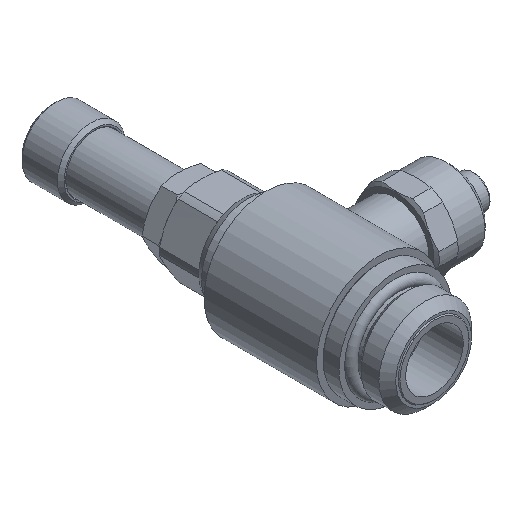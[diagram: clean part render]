
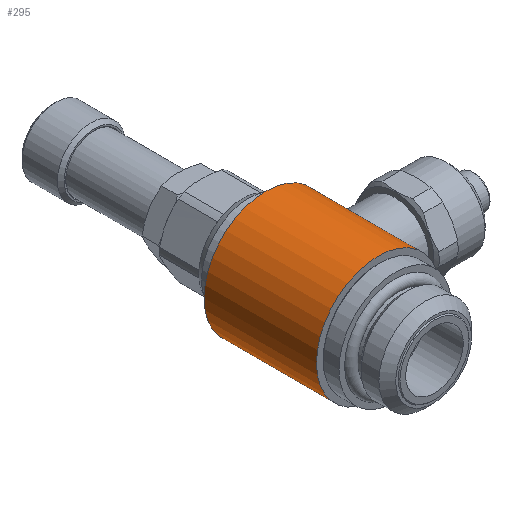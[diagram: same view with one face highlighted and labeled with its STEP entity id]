
A CAD part, isometric view. The second image highlights one B-rep face of the part: STEP entity #295.
In plain terms, the highlighted cylindrical face has radius 11 mm (diameter 22 mm), a full revolution.
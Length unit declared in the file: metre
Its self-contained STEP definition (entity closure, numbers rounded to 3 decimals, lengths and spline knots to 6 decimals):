
#295 = ADVANCED_FACE( 'NONE', ( #626, #627, #628 ), #629, .T. );
#626 = FACE_OUTER_BOUND( '', #1268, .T. );
#627 = FACE_OUTER_BOUND( '', #1269, .T. );
#628 = FACE_BOUND( '', #1270, .T. );
#629 = CYLINDRICAL_SURFACE( '', #1271, 0.011 );
#1268 = EDGE_LOOP( '', ( #1850 ) );
#1269 = EDGE_LOOP( '', ( #1851 ) );
#1270 = EDGE_LOOP( '', ( #1852, #1853 ) );
#1271 = AXIS2_PLACEMENT_3D( '', #1854, #1855, #1856 );
#1850 = ORIENTED_EDGE( '', *, *, #2330, .T. );
#1851 = ORIENTED_EDGE( '', *, *, #2433, .T. );
#1852 = ORIENTED_EDGE( '', *, *, #2399, .T. );
#1853 = ORIENTED_EDGE( '', *, *, #2343, .T. );
#1854 = CARTESIAN_POINT( '', ( 0., 0.036386, 0. ) );
#1855 = DIRECTION( '', ( 0., 1., 0. ) );
#1856 = DIRECTION( '', ( 0., 0., 1. ) );
#2330 = EDGE_CURVE( 'NONE', #2674, #2674, #2675, .T. );
#2343 = EDGE_CURVE( 'NONE', #2693, #2694, #2695, .T. );
#2399 = EDGE_CURVE( 'NONE', #2694, #2693, #2782, .T. );
#2433 = EDGE_CURVE( 'NONE', #2831, #2831, #2832, .T. );
#2674 = VERTEX_POINT( '', #3225 );
#2675 = CIRCLE( '', #3226, 0.011 );
#2693 = VERTEX_POINT( 'NONE', #3269 );
#2694 = VERTEX_POINT( 'NONE', #3270 );
#2695 = B_SPLINE_CURVE_WITH_KNOTS( '', 3, ( #3271, #3272, #3273, #3274, #3275, #3276, #3277, #3278, #3279, #3280, #3281, #3282, #3283, #3284, #3285, #3286, #3287, #3288, #3289, #3290, #3291, #3292, #3293 ), .UNSPECIFIED., .F., .F., ( 4, 1, 1, 1, 1, 1, 1, 1, 1, 1, 1, 1, 1, 1, 1, 1, 1, 1, 1, 1, 4 ), ( 0., 0.015629, 0.031259, 0.062504, 0.124933, 0.187377, 0.249898, 0.31242, 0.37494, 0.437461, 0.49998, 0.562501, 0.625023, 0.687544, 0.750065, 0.812587, 0.875041, 0.937484, 0.96874, 0.984367, 1. ), .UNSPECIFIED. );
#2782 = B_SPLINE_CURVE_WITH_KNOTS( '', 3, ( #3500, #3501, #3502, #3503, #3504, #3505, #3506, #3507, #3508, #3509, #3510, #3511, #3512, #3513, #3514, #3515, #3516, #3517, #3518, #3519, #3520, #3521, #3522 ), .UNSPECIFIED., .F., .F., ( 4, 1, 1, 1, 1, 1, 1, 1, 1, 1, 1, 1, 1, 1, 1, 1, 1, 1, 1, 1, 4 ), ( 0., 0.015629, 0.031259, 0.062504, 0.124933, 0.187378, 0.249898, 0.31242, 0.37494, 0.437461, 0.49998, 0.562501, 0.625022, 0.687543, 0.750064, 0.812586, 0.87504, 0.937484, 0.96874, 0.984367, 1. ), .UNSPECIFIED. );
#2831 = VERTEX_POINT( '', #3630 );
#2832 = CIRCLE( '', #3631, 0.011 );
#3225 = CARTESIAN_POINT( '', ( 0., 0.0103, 0.011 ) );
#3226 = AXIS2_PLACEMENT_3D( '', #3926, #3927, #3928 );
#3269 = CARTESIAN_POINT( '', ( 0.009093, 0.023407, -0.00619 ) );
#3270 = CARTESIAN_POINT( '', ( 0.009092, 0.022209, 0.006192 ) );
#3271 = CARTESIAN_POINT( '', ( 0.009093, 0.023407, -0.00619 ) );
#3272 = CARTESIAN_POINT( '', ( 0.009087, 0.023301, -0.006198 ) );
#3273 = CARTESIAN_POINT( '', ( 0.009076, 0.023089, -0.006215 ) );
#3274 = CARTESIAN_POINT( '', ( 0.009072, 0.022663, -0.006221 ) );
#3275 = CARTESIAN_POINT( '', ( 0.009097, 0.02192, -0.006184 ) );
#3276 = CARTESIAN_POINT( '', ( 0.009236, 0.020877, -0.00598 ) );
#3277 = CARTESIAN_POINT( '', ( 0.009524, 0.019716, -0.005516 ) );
#3278 = CARTESIAN_POINT( '', ( 0.009882, 0.018676, -0.004855 ) );
#3279 = CARTESIAN_POINT( '', ( 0.010258, 0.017783, -0.004014 ) );
#3280 = CARTESIAN_POINT( '', ( 0.010601, 0.017063, -0.003007 ) );
#3281 = CARTESIAN_POINT( '', ( 0.010865, 0.01655, -0.001858 ) );
#3282 = CARTESIAN_POINT( '', ( 0.011008, 0.016285, -0.000605 ) );
#3283 = CARTESIAN_POINT( '', ( 0.011004, 0.016293, 0.000684 ) );
#3284 = CARTESIAN_POINT( '', ( 0.010852, 0.016575, 0.001932 ) );
#3285 = CARTESIAN_POINT( '', ( 0.010582, 0.017101, 0.003074 ) );
#3286 = CARTESIAN_POINT( '', ( 0.010235, 0.017833, 0.00407 ) );
#3287 = CARTESIAN_POINT( '', ( 0.00986, 0.018736, 0.004901 ) );
#3288 = CARTESIAN_POINT( '', ( 0.009504, 0.019783, 0.00555 ) );
#3289 = CARTESIAN_POINT( '', ( 0.009269, 0.020757, 0.005926 ) );
#3290 = CARTESIAN_POINT( '', ( 0.009158, 0.021475, 0.006094 ) );
#3291 = CARTESIAN_POINT( '', ( 0.009114, 0.021893, 0.006159 ) );
#3292 = CARTESIAN_POINT( '', ( 0.009099, 0.022104, 0.006181 ) );
#3293 = CARTESIAN_POINT( '', ( 0.009092, 0.022209, 0.006192 ) );
#3500 = CARTESIAN_POINT( '', ( 0.009092, 0.022209, 0.006192 ) );
#3501 = CARTESIAN_POINT( '', ( 0.009087, 0.022315, 0.0062 ) );
#3502 = CARTESIAN_POINT( '', ( 0.009076, 0.022527, 0.006215 ) );
#3503 = CARTESIAN_POINT( '', ( 0.009072, 0.022952, 0.006221 ) );
#3504 = CARTESIAN_POINT( '', ( 0.009099, 0.023694, 0.006182 ) );
#3505 = CARTESIAN_POINT( '', ( 0.009238, 0.024735, 0.005976 ) );
#3506 = CARTESIAN_POINT( '', ( 0.009527, 0.025893, 0.005512 ) );
#3507 = CARTESIAN_POINT( '', ( 0.009885, 0.02693, 0.00485 ) );
#3508 = CARTESIAN_POINT( '', ( 0.010259, 0.027821, 0.004009 ) );
#3509 = CARTESIAN_POINT( '', ( 0.010602, 0.028539, 0.003004 ) );
#3510 = CARTESIAN_POINT( '', ( 0.010865, 0.02905, 0.001856 ) );
#3511 = CARTESIAN_POINT( '', ( 0.011008, 0.029315, 0.000605 ) );
#3512 = CARTESIAN_POINT( '', ( 0.011004, 0.029307, -0.000682 ) );
#3513 = CARTESIAN_POINT( '', ( 0.010853, 0.029026, -0.001928 ) );
#3514 = CARTESIAN_POINT( '', ( 0.010583, 0.028502, -0.003068 ) );
#3515 = CARTESIAN_POINT( '', ( 0.010237, 0.027772, -0.004065 ) );
#3516 = CARTESIAN_POINT( '', ( 0.009863, 0.026872, -0.004895 ) );
#3517 = CARTESIAN_POINT( '', ( 0.009507, 0.025828, -0.005545 ) );
#3518 = CARTESIAN_POINT( '', ( 0.009272, 0.024856, -0.005921 ) );
#3519 = CARTESIAN_POINT( '', ( 0.00916, 0.02414, -0.006091 ) );
#3520 = CARTESIAN_POINT( '', ( 0.009116, 0.023723, -0.006157 ) );
#3521 = CARTESIAN_POINT( '', ( 0.009101, 0.023512, -0.006179 ) );
#3522 = CARTESIAN_POINT( '', ( 0.009093, 0.023407, -0.00619 ) );
#3630 = CARTESIAN_POINT( '', ( 0., 0.0303, -0.011 ) );
#3631 = AXIS2_PLACEMENT_3D( '', #4036, #4037, #4038 );
#3926 = CARTESIAN_POINT( '', ( 0., 0.0103, 0. ) );
#3927 = DIRECTION( '', ( 0., 1., 0. ) );
#3928 = DIRECTION( '', ( 0., 0., 1. ) );
#4036 = CARTESIAN_POINT( '', ( 0., 0.0303, 0. ) );
#4037 = DIRECTION( '', ( 0., -1., 0. ) );
#4038 = DIRECTION( '', ( 0., 0., -1. ) );
